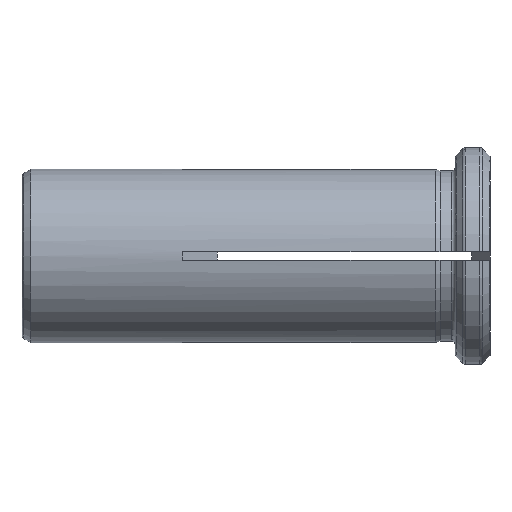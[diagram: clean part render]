
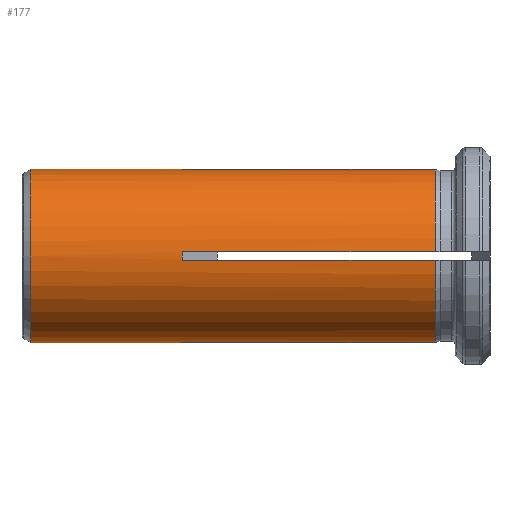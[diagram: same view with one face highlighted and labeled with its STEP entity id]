
A CAD part, front view. The second image highlights one B-rep face of the part: STEP entity #177.
In plain terms, the highlighted cylindrical face has radius 10 mm (diameter 20 mm), a full revolution.
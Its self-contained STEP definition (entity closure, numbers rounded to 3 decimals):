
#177=ADVANCED_FACE( '', ( #384, #385 ), #386, .T. );
#384=FACE_OUTER_BOUND( '', #619, .T. );
#385=FACE_OUTER_BOUND( '', #620, .T. );
#386=CYLINDRICAL_SURFACE( '', #621, 10. );
#619=EDGE_LOOP( '', ( #1116, #1117, #1118, #1119, #1120, #1121, #1122, #1123, #1124, #1125, #1126, #1127, #1128, #1129, #1130, #1131 ) );
#620=EDGE_LOOP( '', ( #1132 ) );
#621=AXIS2_PLACEMENT_3D( '', #1133, #1134, #1135 );
#1116=ORIENTED_EDGE( '', *, *, #1606, .F. );
#1117=ORIENTED_EDGE( '', *, *, #1622, .F. );
#1118=ORIENTED_EDGE( '', *, *, #1479, .T. );
#1119=ORIENTED_EDGE( '', *, *, #1623, .F. );
#1120=ORIENTED_EDGE( '', *, *, #1624, .F. );
#1121=ORIENTED_EDGE( '', *, *, #1496, .F. );
#1122=ORIENTED_EDGE( '', *, *, #1537, .T. );
#1123=ORIENTED_EDGE( '', *, *, #1625, .F. );
#1124=ORIENTED_EDGE( '', *, *, #1407, .F. );
#1125=ORIENTED_EDGE( '', *, *, #1619, .F. );
#1126=ORIENTED_EDGE( '', *, *, #1560, .T. );
#1127=ORIENTED_EDGE( '', *, *, #1616, .F. );
#1128=ORIENTED_EDGE( '', *, *, #1448, .F. );
#1129=ORIENTED_EDGE( '', *, *, #1626, .F. );
#1130=ORIENTED_EDGE( '', *, *, #1575, .T. );
#1131=ORIENTED_EDGE( '', *, *, #1602, .F. );
#1132=ORIENTED_EDGE( '', *, *, #1627, .F. );
#1133=CARTESIAN_POINT( '', ( -60., 0., 0. ) );
#1134=DIRECTION( '', ( 1., 0., 0. ) );
#1135=DIRECTION( '', ( 0., 0., 1. ) );
#1407=EDGE_CURVE( '', #1680, #1682, #1683, .F. );
#1448=EDGE_CURVE( '', #1754, #1756, #1757, .F. );
#1479=EDGE_CURVE( '', #1815, #1813, #1816, .F. );
#1496=EDGE_CURVE( '', #1841, #1843, #1844, .F. );
#1537=EDGE_CURVE( '', #1841, #1907, #1909, .F. );
#1560=EDGE_CURVE( '', #1945, #1943, #1946, .F. );
#1575=EDGE_CURVE( '', #1969, #1967, #1970, .F. );
#1602=EDGE_CURVE( '', #2002, #1967, #2005, .F. );
#1606=EDGE_CURVE( '', #2009, #2002, #2011, .F. );
#1616=EDGE_CURVE( '', #1756, #1943, #2022, .F. );
#1619=EDGE_CURVE( '', #1945, #1680, #2025, .F. );
#1622=EDGE_CURVE( '', #1815, #2009, #2028, .F. );
#1623=EDGE_CURVE( '', #2029, #1813, #2030, .F. );
#1624=EDGE_CURVE( '', #1843, #2029, #2031, .F. );
#1625=EDGE_CURVE( '', #1682, #1907, #2032, .F. );
#1626=EDGE_CURVE( '', #1969, #1754, #2033, .F. );
#1627=EDGE_CURVE( '', #2034, #2034, #2035, .F. );
#1680=VERTEX_POINT( '', #2091 );
#1682=VERTEX_POINT( '', #2094 );
#1683=LINE( '', #2095, #2096 );
#1754=VERTEX_POINT( '', #2233 );
#1756=VERTEX_POINT( '', #2236 );
#1757=LINE( '', #2237, #2238 );
#1813=VERTEX_POINT( '', #2364 );
#1815=VERTEX_POINT( '', #2372 );
#1816=LINE( '', #2373, #2374 );
#1841=VERTEX_POINT( '', #2425 );
#1843=VERTEX_POINT( '', #2428 );
#1844=ELLIPSE( '', #2429, 14.142, 10. );
#1907=VERTEX_POINT( '', #2540 );
#1909=LINE( '', #2545, #2546 );
#1943=VERTEX_POINT( '', #2615 );
#1945=VERTEX_POINT( '', #2620 );
#1946=LINE( '', #2621, #2622 );
#1967=VERTEX_POINT( '', #2661 );
#1969=VERTEX_POINT( '', #2666 );
#1970=LINE( '', #2667, #2668 );
#2002=VERTEX_POINT( '', #2714 );
#2005=CIRCLE( '', #2723, 10. );
#2009=VERTEX_POINT( '', #2727 );
#2011=LINE( '', #2730, #2731 );
#2022=CIRCLE( '', #2751, 10. );
#2025=ELLIPSE( '', #2754, 14.142, 10. );
#2028=ELLIPSE( '', #2757, 14.142, 10. );
#2029=VERTEX_POINT( '', #2758 );
#2030=CIRCLE( '', #2759, 10. );
#2031=LINE( '', #2760, #2761 );
#2032=CIRCLE( '', #2762, 10. );
#2033=ELLIPSE( '', #2763, 14.142, 10. );
#2034=VERTEX_POINT( '', #2764 );
#2035=CIRCLE( '', #2765, 10. );
#2091=CARTESIAN_POINT( '', ( -31.487, 9.987, 0.5 ) );
#2094=CARTESIAN_POINT( '', ( -2.313, 9.987, 0.5 ) );
#2095=CARTESIAN_POINT( '', ( -60., 9.987, 0.5 ) );
#2096=VECTOR( '', #2839, 1000. );
#2233=CARTESIAN_POINT( '', ( -31.487, 0.5, -9.987 ) );
#2236=CARTESIAN_POINT( '', ( -2.313, 0.5, -9.987 ) );
#2237=CARTESIAN_POINT( '', ( -60., 0.5, -9.987 ) );
#2238=VECTOR( '', #2881, 1000. );
#2364=CARTESIAN_POINT( '', ( -2.313, -9.987, 0.5 ) );
#2372=CARTESIAN_POINT( '', ( -31.487, -9.987, 0.5 ) );
#2373=CARTESIAN_POINT( '', ( -60., -9.987, 0.5 ) );
#2374=VECTOR( '', #2897, 1000. );
#2425=CARTESIAN_POINT( '', ( -31.487, 0.5, 9.987 ) );
#2428=CARTESIAN_POINT( '', ( -31.487, -0.5, 9.987 ) );
#2429=AXIS2_PLACEMENT_3D( '', #2915, #2916, #2917 );
#2540=CARTESIAN_POINT( '', ( -2.313, 0.5, 9.987 ) );
#2545=CARTESIAN_POINT( '', ( -60., 0.5, 9.987 ) );
#2546=VECTOR( '', #2966, 1000. );
#2615=CARTESIAN_POINT( '', ( -2.313, 9.987, -0.5 ) );
#2620=CARTESIAN_POINT( '', ( -31.487, 9.987, -0.5 ) );
#2621=CARTESIAN_POINT( '', ( -60., 9.987, -0.5 ) );
#2622=VECTOR( '', #2987, 1000. );
#2661=CARTESIAN_POINT( '', ( -2.313, -0.5, -9.987 ) );
#2666=CARTESIAN_POINT( '', ( -31.487, -0.5, -9.987 ) );
#2667=CARTESIAN_POINT( '', ( -60., -0.5, -9.987 ) );
#2668=VECTOR( '', #3000, 1000. );
#2714=CARTESIAN_POINT( '', ( -2.313, -9.987, -0.5 ) );
#2723=AXIS2_PLACEMENT_3D( '', #3031, #3032, #3033 );
#2727=CARTESIAN_POINT( '', ( -31.487, -9.987, -0.5 ) );
#2730=CARTESIAN_POINT( '', ( -60., -9.987, -0.5 ) );
#2731=VECTOR( '', #3038, 1000. );
#2751=AXIS2_PLACEMENT_3D( '', #3047, #3048, #3049 );
#2754=AXIS2_PLACEMENT_3D( '', #3053, #3054, #3055 );
#2757=AXIS2_PLACEMENT_3D( '', #3059, #3060, #3061 );
#2758=CARTESIAN_POINT( '', ( -2.313, -0.5, 9.987 ) );
#2759=AXIS2_PLACEMENT_3D( '', #3062, #3063, #3064 );
#2760=CARTESIAN_POINT( '', ( -60., -0.5, 9.987 ) );
#2761=VECTOR( '', #3065, 1000. );
#2762=AXIS2_PLACEMENT_3D( '', #3066, #3067, #3068 );
#2763=AXIS2_PLACEMENT_3D( '', #3069, #3070, #3071 );
#2764=CARTESIAN_POINT( '', ( -48.986, 0., -10. ) );
#2765=AXIS2_PLACEMENT_3D( '', #3072, #3073, #3074 );
#2839=DIRECTION( '', ( -1., 0., 0. ) );
#2881=DIRECTION( '', ( -1., 0., 0. ) );
#2897=DIRECTION( '', ( -1., 0., 0. ) );
#2915=CARTESIAN_POINT( '', ( -21.5, 0., 0. ) );
#2916=DIRECTION( '', ( -0.707, 0., -0.707 ) );
#2917=DIRECTION( '', ( -0.707, 0., 0.707 ) );
#2966=DIRECTION( '', ( -1., 0., 0. ) );
#2987=DIRECTION( '', ( -1., 0., 0. ) );
#3000=DIRECTION( '', ( -1., 0., 0. ) );
#3031=CARTESIAN_POINT( '', ( -2.313, 0., 0. ) );
#3032=DIRECTION( '', ( -1., 0., 0. ) );
#3033=DIRECTION( '', ( 0., 0., 1. ) );
#3038=DIRECTION( '', ( -1., 0., 0. ) );
#3047=CARTESIAN_POINT( '', ( -2.313, 0., 0. ) );
#3048=DIRECTION( '', ( -1., 0., 0. ) );
#3049=DIRECTION( '', ( 0., 0., 1. ) );
#3053=CARTESIAN_POINT( '', ( -21.5, 0., 0. ) );
#3054=DIRECTION( '', ( -0.707, -0.707, 0. ) );
#3055=DIRECTION( '', ( -0.707, 0.707, 0. ) );
#3059=CARTESIAN_POINT( '', ( -21.5, 0., 0. ) );
#3060=DIRECTION( '', ( -0.707, 0.707, 0. ) );
#3061=DIRECTION( '', ( -0.707, -0.707, 0. ) );
#3062=CARTESIAN_POINT( '', ( -2.313, 0., 0. ) );
#3063=DIRECTION( '', ( -1., 0., 0. ) );
#3064=DIRECTION( '', ( 0., 0., 1. ) );
#3065=DIRECTION( '', ( -1., 0., 0. ) );
#3066=CARTESIAN_POINT( '', ( -2.313, 0., 0. ) );
#3067=DIRECTION( '', ( -1., 0., 0. ) );
#3068=DIRECTION( '', ( 0., 0., 1. ) );
#3069=CARTESIAN_POINT( '', ( -21.5, 0., 0. ) );
#3070=DIRECTION( '', ( -0.707, 0., 0.707 ) );
#3071=DIRECTION( '', ( -0.707, 0., -0.707 ) );
#3072=CARTESIAN_POINT( '', ( -48.986, 0., 0. ) );
#3073=DIRECTION( '', ( 1., 0., 0. ) );
#3074=DIRECTION( '', ( 0., 0., -1. ) );
